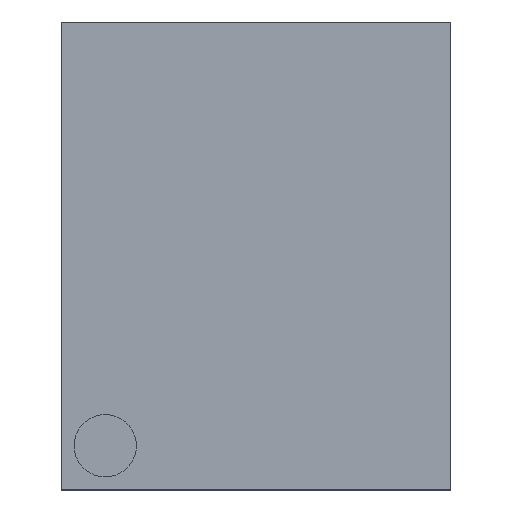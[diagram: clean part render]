
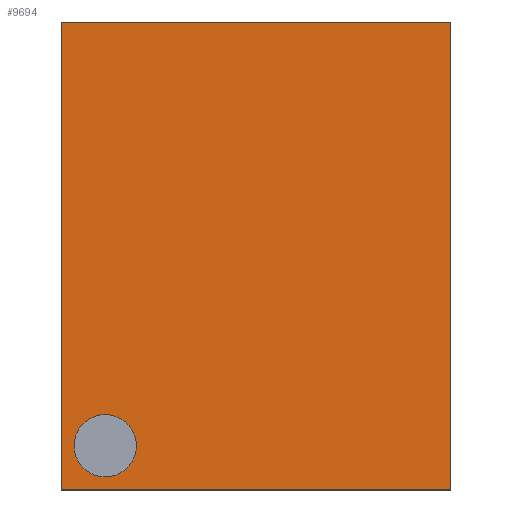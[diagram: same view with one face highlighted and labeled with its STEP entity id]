
A CAD part, top view. The second image highlights one B-rep face of the part: STEP entity #9694.
In plain terms, the highlighted face is planar.
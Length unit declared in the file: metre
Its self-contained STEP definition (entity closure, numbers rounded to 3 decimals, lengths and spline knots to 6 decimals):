
#9694=ADVANCED_FACE('0:205',(#12178),#12179,.T.);
#12178=FACE_OUTER_BOUND('',#18488,.T.);
#12179=PLANE('',#18489);
#18488=EDGE_LOOP('',(#20976,#20977,#20978,#20979));
#18489=AXIS2_PLACEMENT_3D('',#20980,#20981,#20982);
#20976=ORIENTED_EDGE('',*,*,#24596,.T.);
#20977=ORIENTED_EDGE('',*,*,#24597,.T.);
#20978=ORIENTED_EDGE('',*,*,#24594,.T.);
#20979=ORIENTED_EDGE('',*,*,#24598,.T.);
#20980=CARTESIAN_POINT('',(0.0,0.00063,0.0));
#20981=DIRECTION('',(-0.0,1.0,0.0));
#20982=DIRECTION('',(1.0,0.0,0.0));
#24594=EDGE_CURVE('0:238',#28455,#28453,#28456,.T.);
#24596=EDGE_CURVE('0:217',#28458,#28459,#28460,.T.);
#24597=EDGE_CURVE('0:229',#28459,#28455,#28461,.T.);
#24598=EDGE_CURVE('0:244',#28453,#28458,#28462,.T.);
#28453=VERTEX_POINT('',#32479);
#28455=VERTEX_POINT('',#32482);
#28456=LINE('',#32483,#32484);
#28458=VERTEX_POINT('',#32487);
#28459=VERTEX_POINT('',#32488);
#28460=LINE('',#32489,#32490);
#28461=LINE('',#32491,#32492);
#28462=LINE('',#32493,#32494);
#32479=CARTESIAN_POINT('',(-0.00375,0.00063,0.0045));
#32482=CARTESIAN_POINT('',(-0.00375,0.00063,-0.0045));
#32483=CARTESIAN_POINT('',(-0.00375,0.00063,-0.00325));
#32484=VECTOR('',#32541,1.0);
#32487=CARTESIAN_POINT('',(0.00375,0.00063,0.0045));
#32488=CARTESIAN_POINT('',(0.00375,0.00063,-0.0045));
#32489=CARTESIAN_POINT('',(0.00375,0.00063,-0.00325));
#32490=VECTOR('',#32543,1.0);
#32491=CARTESIAN_POINT('',(-0.002875,0.00063,-0.0045));
#32492=VECTOR('',#32544,1.0);
#32493=CARTESIAN_POINT('',(-0.002875,0.00063,0.0045));
#32494=VECTOR('',#32545,1.0);
#32541=DIRECTION('',(0.,0.0,1.0));
#32543=DIRECTION('',(0.,0.0,-1.0));
#32544=DIRECTION('',(-1.0,-0.0,0.0));
#32545=DIRECTION('',(1.0,0.0,0.0));
